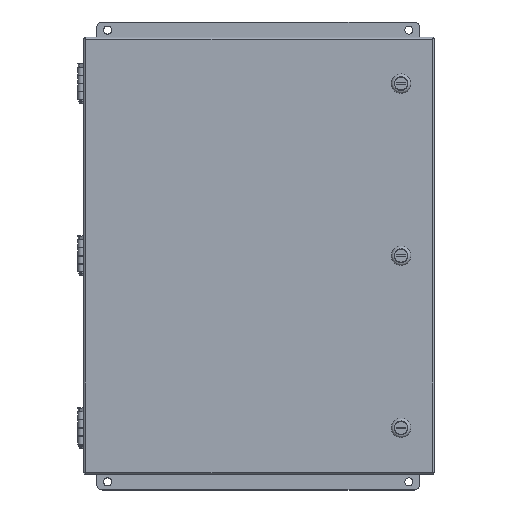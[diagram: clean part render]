
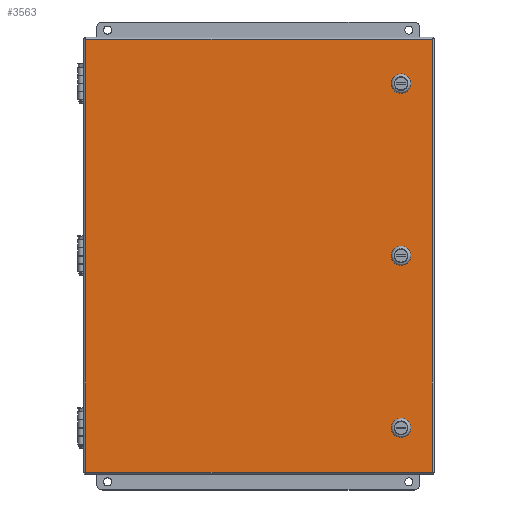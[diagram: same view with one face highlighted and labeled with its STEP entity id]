
A CAD part, top view. The second image highlights one B-rep face of the part: STEP entity #3563.
In plain terms, the highlighted face is planar.
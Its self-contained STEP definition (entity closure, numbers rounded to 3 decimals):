
#3563 = ADVANCED_FACE( '', ( #8415, #8416, #8417, #8418 ), #8419, .T. );
#8415 = FACE_BOUND( '', #20509, .T. );
#8416 = FACE_BOUND( '', #20510, .T. );
#8417 = FACE_BOUND( '', #20511, .T. );
#8418 = FACE_OUTER_BOUND( '', #20512, .T. );
#8419 = PLANE( '', #20513 );
#20509 = EDGE_LOOP( '', ( #53112, #53113, #53114, #53115 ) );
#20510 = EDGE_LOOP( '', ( #53116, #53117, #53118, #53119 ) );
#20511 = EDGE_LOOP( '', ( #53120, #53121, #53122, #53123 ) );
#20512 = EDGE_LOOP( '', ( #53124, #53125, #53126, #53127 ) );
#20513 = AXIS2_PLACEMENT_3D( '', #53128, #53129, #53130 );
#53112 = ORIENTED_EDGE( '', *, *, #72169, .F. );
#53113 = ORIENTED_EDGE( '', *, *, #71917, .F. );
#53114 = ORIENTED_EDGE( '', *, *, #72170, .F. );
#53115 = ORIENTED_EDGE( '', *, *, #72171, .F. );
#53116 = ORIENTED_EDGE( '', *, *, #72172, .F. );
#53117 = ORIENTED_EDGE( '', *, *, #72173, .F. );
#53118 = ORIENTED_EDGE( '', *, *, #72174, .F. );
#53119 = ORIENTED_EDGE( '', *, *, #72175, .F. );
#53120 = ORIENTED_EDGE( '', *, *, #72176, .F. );
#53121 = ORIENTED_EDGE( '', *, *, #72177, .F. );
#53122 = ORIENTED_EDGE( '', *, *, #72178, .F. );
#53123 = ORIENTED_EDGE( '', *, *, #72179, .F. );
#53124 = ORIENTED_EDGE( '', *, *, #72180, .T. );
#53125 = ORIENTED_EDGE( '', *, *, #72181, .F. );
#53126 = ORIENTED_EDGE( '', *, *, #72182, .T. );
#53127 = ORIENTED_EDGE( '', *, *, #72183, .T. );
#53128 = CARTESIAN_POINT( '', ( -207.01, 0., -257.81 ) );
#53129 = DIRECTION( '', ( 0., -1., 0. ) );
#53130 = DIRECTION( '', ( 0., 0., -1. ) );
#71917 = EDGE_CURVE( '', #80071, #80073, #80074, .T. );
#72169 = EDGE_CURVE( '', #80073, #80493, #80494, .T. );
#72170 = EDGE_CURVE( '', #80495, #80071, #80496, .T. );
#72171 = EDGE_CURVE( '', #80493, #80495, #80497, .T. );
#72172 = EDGE_CURVE( '', #80498, #80499, #80500, .T. );
#72173 = EDGE_CURVE( '', #80501, #80498, #80502, .T. );
#72174 = EDGE_CURVE( '', #80503, #80501, #80504, .T. );
#72175 = EDGE_CURVE( '', #80499, #80503, #80505, .T. );
#72176 = EDGE_CURVE( '', #80506, #80507, #80508, .T. );
#72177 = EDGE_CURVE( '', #80509, #80506, #80510, .T. );
#72178 = EDGE_CURVE( '', #80511, #80509, #80512, .T. );
#72179 = EDGE_CURVE( '', #80507, #80511, #80513, .T. );
#72180 = EDGE_CURVE( '', #80514, #77412, #80515, .T. );
#72181 = EDGE_CURVE( '', #80516, #77412, #80517, .T. );
#72182 = EDGE_CURVE( '', #80516, #78171, #80518, .T. );
#72183 = EDGE_CURVE( '', #78171, #80514, #80519, .T. );
#77412 = VERTEX_POINT( '', #88200 );
#78171 = VERTEX_POINT( '', #89949 );
#80071 = VERTEX_POINT( '', #94545 );
#80073 = VERTEX_POINT( '', #94548 );
#80074 = LINE( '', #94549, #94550 );
#80493 = VERTEX_POINT( '', #95622 );
#80494 = CIRCLE( '', #95623, 9.716 );
#80495 = VERTEX_POINT( '', #95624 );
#80496 = CIRCLE( '', #95625, 9.716 );
#80497 = LINE( '', #95626, #95627 );
#80498 = VERTEX_POINT( '', #95628 );
#80499 = VERTEX_POINT( '', #95629 );
#80500 = CIRCLE( '', #95630, 9.716 );
#80501 = VERTEX_POINT( '', #95631 );
#80502 = LINE( '', #95632, #95633 );
#80503 = VERTEX_POINT( '', #95634 );
#80504 = CIRCLE( '', #95635, 9.716 );
#80505 = LINE( '', #95636, #95637 );
#80506 = VERTEX_POINT( '', #95638 );
#80507 = VERTEX_POINT( '', #95639 );
#80508 = CIRCLE( '', #95640, 9.716 );
#80509 = VERTEX_POINT( '', #95641 );
#80510 = LINE( '', #95642, #95643 );
#80511 = VERTEX_POINT( '', #95644 );
#80512 = CIRCLE( '', #95645, 9.716 );
#80513 = LINE( '', #95646, #95647 );
#80514 = VERTEX_POINT( '', #95648 );
#80515 = LINE( '', #95649, #95650 );
#80516 = VERTEX_POINT( '', #95651 );
#80517 = LINE( '', #95652, #95653 );
#80518 = LINE( '', #95654, #95655 );
#80519 = LINE( '', #95656, #95657 );
#88200 = CARTESIAN_POINT( '', ( 204.673, 0., 255.473 ) );
#89949 = CARTESIAN_POINT( '', ( -204.673, 0., -255.473 ) );
#94545 = CARTESIAN_POINT( '', ( 175.641, 0., 197.878 ) );
#94548 = CARTESIAN_POINT( '', ( 175.641, 0., 208.522 ) );
#94549 = CARTESIAN_POINT( '', ( 175.641, 0., 208.522 ) );
#94550 = VECTOR( '', #114069, 1000. );
#95622 = CARTESIAN_POINT( '', ( 159.385, 0., 208.522 ) );
#95623 = AXIS2_PLACEMENT_3D( '', #114297, #114298, #114299 );
#95624 = CARTESIAN_POINT( '', ( 159.385, 0., 197.878 ) );
#95625 = AXIS2_PLACEMENT_3D( '', #114300, #114301, #114302 );
#95626 = CARTESIAN_POINT( '', ( 159.385, 0., 208.522 ) );
#95627 = VECTOR( '', #114303, 1000. );
#95628 = CARTESIAN_POINT( '', ( 175.641, 0., 5.322 ) );
#95629 = CARTESIAN_POINT( '', ( 159.385, 0., 5.322 ) );
#95630 = AXIS2_PLACEMENT_3D( '', #114304, #114305, #114306 );
#95631 = CARTESIAN_POINT( '', ( 175.641, 0., -5.322 ) );
#95632 = CARTESIAN_POINT( '', ( 175.641, 0., 5.322 ) );
#95633 = VECTOR( '', #114307, 1000. );
#95634 = CARTESIAN_POINT( '', ( 159.385, 0., -5.322 ) );
#95635 = AXIS2_PLACEMENT_3D( '', #114308, #114309, #114310 );
#95636 = CARTESIAN_POINT( '', ( 159.385, 0., 5.322 ) );
#95637 = VECTOR( '', #114311, 1000. );
#95638 = CARTESIAN_POINT( '', ( 175.641, 0., -197.878 ) );
#95639 = CARTESIAN_POINT( '', ( 159.385, 0., -197.878 ) );
#95640 = AXIS2_PLACEMENT_3D( '', #114312, #114313, #114314 );
#95641 = CARTESIAN_POINT( '', ( 175.641, 0., -208.522 ) );
#95642 = CARTESIAN_POINT( '', ( 175.641, 0., -197.878 ) );
#95643 = VECTOR( '', #114315, 1000. );
#95644 = CARTESIAN_POINT( '', ( 159.385, 0., -208.522 ) );
#95645 = AXIS2_PLACEMENT_3D( '', #114316, #114317, #114318 );
#95646 = CARTESIAN_POINT( '', ( 159.385, 0., -197.878 ) );
#95647 = VECTOR( '', #114319, 1000. );
#95648 = CARTESIAN_POINT( '', ( 204.673, 0., -255.473 ) );
#95649 = CARTESIAN_POINT( '', ( 204.673, 0., 255.473 ) );
#95650 = VECTOR( '', #114320, 1000. );
#95651 = CARTESIAN_POINT( '', ( -204.673, 0., 255.473 ) );
#95652 = CARTESIAN_POINT( '', ( -204.673, 0., 255.473 ) );
#95653 = VECTOR( '', #114321, 1000. );
#95654 = CARTESIAN_POINT( '', ( -204.673, 0., -257.81 ) );
#95655 = VECTOR( '', #114322, 1000. );
#95656 = CARTESIAN_POINT( '', ( 207.01, 0., -255.473 ) );
#95657 = VECTOR( '', #114323, 1000. );
#114069 = DIRECTION( '', ( 0., 0., 1. ) );
#114297 = CARTESIAN_POINT( '', ( 167.513, 0., 203.2 ) );
#114298 = DIRECTION( '', ( 0., -1., 0. ) );
#114299 = DIRECTION( '', ( 1., 0., 0. ) );
#114300 = CARTESIAN_POINT( '', ( 167.513, 0., 203.2 ) );
#114301 = DIRECTION( '', ( 0., -1., 0. ) );
#114302 = DIRECTION( '', ( 1., 0., 0. ) );
#114303 = DIRECTION( '', ( 0., 0., -1. ) );
#114304 = CARTESIAN_POINT( '', ( 167.513, 0., 0. ) );
#114305 = DIRECTION( '', ( 0., -1., 0. ) );
#114306 = DIRECTION( '', ( 1., 0., 0. ) );
#114307 = DIRECTION( '', ( 0., 0., 1. ) );
#114308 = CARTESIAN_POINT( '', ( 167.513, 0., 0. ) );
#114309 = DIRECTION( '', ( 0., -1., 0. ) );
#114310 = DIRECTION( '', ( 1., 0., 0. ) );
#114311 = DIRECTION( '', ( 0., 0., -1. ) );
#114312 = CARTESIAN_POINT( '', ( 167.513, 0., -203.2 ) );
#114313 = DIRECTION( '', ( 0., -1., 0. ) );
#114314 = DIRECTION( '', ( 1., 0., 0. ) );
#114315 = DIRECTION( '', ( 0., 0., 1. ) );
#114316 = CARTESIAN_POINT( '', ( 167.513, 0., -203.2 ) );
#114317 = DIRECTION( '', ( 0., -1., 0. ) );
#114318 = DIRECTION( '', ( 1., 0., 0. ) );
#114319 = DIRECTION( '', ( 0., 0., -1. ) );
#114320 = DIRECTION( '', ( 0., 0., 1. ) );
#114321 = DIRECTION( '', ( 1., 0., 0. ) );
#114322 = DIRECTION( '', ( 0., 0., -1. ) );
#114323 = DIRECTION( '', ( 1., 0., 0. ) );
